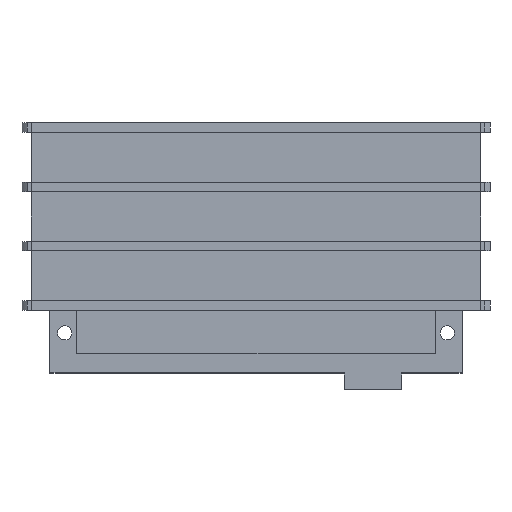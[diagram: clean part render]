
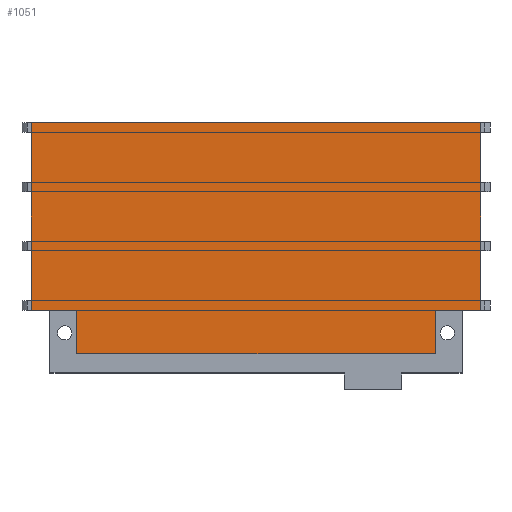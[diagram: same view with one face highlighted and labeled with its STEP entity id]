
A CAD part, top view. The second image highlights one B-rep face of the part: STEP entity #1051.
In plain terms, the highlighted planar face has unit normal (0, 0, 1).
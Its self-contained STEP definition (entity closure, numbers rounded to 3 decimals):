
#91=PLANE('',#1133);
#143=FACE_OUTER_BOUND('',#205,.T.);
#205=EDGE_LOOP('',(#849,#850,#851,#852,#853,#854,#855,#856));
#293=LINE('',#1505,#407);
#297=LINE('',#1512,#411);
#299=LINE('',#1516,#413);
#301=LINE('',#1520,#415);
#304=LINE('',#1526,#418);
#307=LINE('',#1532,#421);
#311=LINE('',#1539,#425);
#314=LINE('',#1543,#428);
#407=VECTOR('',#1259,10.);
#411=VECTOR('',#1265,10.);
#413=VECTOR('',#1269,10.);
#415=VECTOR('',#1273,10.);
#418=VECTOR('',#1278,10.);
#421=VECTOR('',#1283,10.);
#425=VECTOR('',#1289,10.);
#428=VECTOR('',#1294,10.);
#513=VERTEX_POINT('',#1502);
#514=VERTEX_POINT('',#1504);
#516=VERTEX_POINT('',#1510);
#517=VERTEX_POINT('',#1514);
#518=VERTEX_POINT('',#1518);
#520=VERTEX_POINT('',#1525);
#522=VERTEX_POINT('',#1531);
#524=VERTEX_POINT('',#1538);
#629=EDGE_CURVE('',#514,#513,#293,.T.);
#633=EDGE_CURVE('',#513,#516,#297,.T.);
#635=EDGE_CURVE('',#516,#517,#299,.T.);
#637=EDGE_CURVE('',#517,#518,#301,.T.);
#640=EDGE_CURVE('',#520,#514,#304,.T.);
#643=EDGE_CURVE('',#522,#520,#307,.T.);
#647=EDGE_CURVE('',#524,#522,#311,.T.);
#650=EDGE_CURVE('',#518,#524,#314,.T.);
#849=ORIENTED_EDGE('',*,*,#650,.T.);
#850=ORIENTED_EDGE('',*,*,#647,.T.);
#851=ORIENTED_EDGE('',*,*,#643,.T.);
#852=ORIENTED_EDGE('',*,*,#640,.T.);
#853=ORIENTED_EDGE('',*,*,#629,.T.);
#854=ORIENTED_EDGE('',*,*,#633,.T.);
#855=ORIENTED_EDGE('',*,*,#635,.T.);
#856=ORIENTED_EDGE('',*,*,#637,.T.);
#1051=ADVANCED_FACE('',(#143),#91,.T.);
#1133=AXIS2_PLACEMENT_3D('',#1544,#1295,#1296);
#1259=DIRECTION('',(1.,0.,0.));
#1265=DIRECTION('',(0.,-1.,0.));
#1269=DIRECTION('',(1.,0.,0.));
#1273=DIRECTION('',(0.,1.,0.));
#1278=DIRECTION('',(0.,-1.,0.));
#1283=DIRECTION('',(-1.,0.,0.));
#1289=DIRECTION('',(0.,1.,0.));
#1294=DIRECTION('',(1.,0.,0.));
#1295=DIRECTION('center_axis',(0.,0.,1.));
#1296=DIRECTION('ref_axis',(1.,0.,0.));
#1502=CARTESIAN_POINT('',(-25.,-13.05,3.5));
#1504=CARTESIAN_POINT('',(-31.325,-13.05,3.5));
#1505=CARTESIAN_POINT('',(-31.325,-13.05,3.5));
#1510=CARTESIAN_POINT('',(-25.,-19.15,3.5));
#1512=CARTESIAN_POINT('',(-25.,-19.15,3.5));
#1514=CARTESIAN_POINT('',(25.,-19.15,3.5));
#1516=CARTESIAN_POINT('',(25.,-19.15,3.5));
#1518=CARTESIAN_POINT('',(25.,-13.05,3.5));
#1520=CARTESIAN_POINT('',(25.,-13.05,3.5));
#1525=CARTESIAN_POINT('',(-31.325,13.05,3.5));
#1526=CARTESIAN_POINT('',(-31.325,13.05,3.5));
#1531=CARTESIAN_POINT('',(31.325,13.05,3.5));
#1532=CARTESIAN_POINT('',(31.325,13.05,3.5));
#1538=CARTESIAN_POINT('',(31.325,-13.05,3.5));
#1539=CARTESIAN_POINT('',(31.325,-13.05,3.5));
#1543=CARTESIAN_POINT('',(-28.7,-13.05,3.5));
#1544=CARTESIAN_POINT('Origin',(0.,-3.05,3.5));
